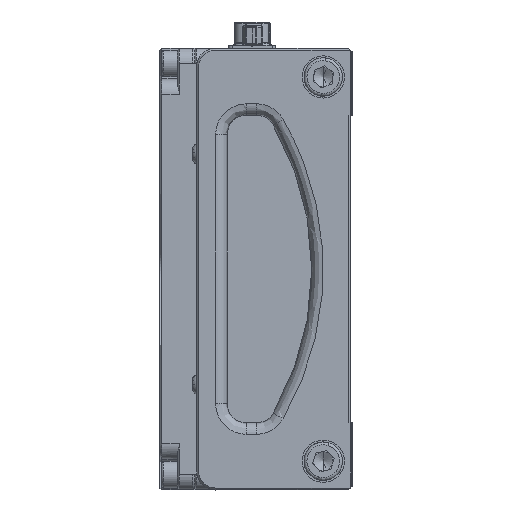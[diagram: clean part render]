
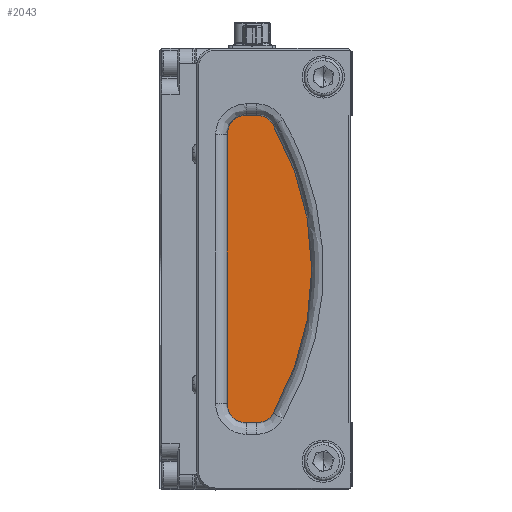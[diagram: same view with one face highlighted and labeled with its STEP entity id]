
A CAD part, left-side view. The second image highlights one B-rep face of the part: STEP entity #2043.
In plain terms, the highlighted planar face has unit normal (-1, 0, 0).
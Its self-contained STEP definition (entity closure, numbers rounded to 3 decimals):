
#1541 = CARTESIAN_POINT ( 'NONE',  ( -196.865, 27.5, -17.5 ) ) ;
#2042 = CARTESIAN_POINT ( 'NONE',  ( -196.865, 27.5, -97.5 ) ) ;
#2043 = ADVANCED_FACE ( 'NONE', ( #25142 ), #19345, .T. ) ;
#2906 = CARTESIAN_POINT ( 'NONE',  ( -196.865, 24.878, -92.5 ) ) ;
#3422 = DIRECTION ( 'NONE',  ( -1., 0., 0. ) ) ;
#5491 = EDGE_CURVE ( 'NONE', #9211, #65083, #51724, .T. ) ;
#5498 = AXIS2_PLACEMENT_3D ( 'NONE', #21927, #10985, #9746 ) ;
#5841 = CARTESIAN_POINT ( 'NONE',  ( -196.865, 24.878, -17.5 ) ) ;
#5857 = ORIENTED_EDGE ( 'NONE', *, *, #5491, .T. ) ;
#6392 = AXIS2_PLACEMENT_3D ( 'NONE', #39579, #59757, #12888 ) ;
#6513 = EDGE_CURVE ( 'NONE', #31028, #9211, #60130, .T. ) ;
#6653 = DIRECTION ( 'NONE',  ( 0., -1., 0. ) ) ;
#7200 = CIRCLE ( 'NONE', #22523, 5. ) ;
#7967 = AXIS2_PLACEMENT_3D ( 'NONE', #50290, #3422, #8909 ) ;
#8452 = EDGE_CURVE ( 'NONE', #65083, #53792, #7200, .T. ) ;
#8621 = EDGE_CURVE ( 'NONE', #10349, #67530, #38482, .T. ) ;
#8909 = DIRECTION ( 'NONE',  ( 0., 0., 1. ) ) ;
#8933 = ORIENTED_EDGE ( 'NONE', *, *, #29270, .T. ) ;
#9211 = VERTEX_POINT ( 'NONE', #36947 ) ;
#9410 = DIRECTION ( 'NONE',  ( 0., 0., 1. ) ) ;
#9746 = DIRECTION ( 'NONE',  ( 0., 0., 1. ) ) ;
#10349 = VERTEX_POINT ( 'NONE', #2042 ) ;
#10985 = DIRECTION ( 'NONE',  ( -1., 0., 0. ) ) ;
#12888 = DIRECTION ( 'NONE',  ( 0., 0., 1. ) ) ;
#13670 = ORIENTED_EDGE ( 'NONE', *, *, #62152, .T. ) ;
#14872 = DIRECTION ( 'NONE',  ( -1., 0., 0. ) ) ;
#16900 = CARTESIAN_POINT ( 'NONE',  ( -196.865, 20.548, -20. ) ) ;
#18901 = DIRECTION ( 'NONE',  ( 0., 0., -1. ) ) ;
#19345 = PLANE ( 'NONE',  #50002 ) ;
#20373 = CARTESIAN_POINT ( 'NONE',  ( -196.865, 27.5, -22.5 ) ) ;
#21043 = DIRECTION ( 'NONE',  ( -1., 0., 0. ) ) ;
#21927 = CARTESIAN_POINT ( 'NONE',  ( -196.865, 24.878, -22.5 ) ) ;
#22388 = CARTESIAN_POINT ( 'NONE',  ( -196.865, 24.878, -97.5 ) ) ;
#22523 = AXIS2_PLACEMENT_3D ( 'NONE', #20373, #21043, #58319 ) ;
#24326 = EDGE_LOOP ( 'NONE', ( #55198, #61119, #13670, #8933, #63207, #5857, #36774, #57637 ) ) ;
#25142 = FACE_OUTER_BOUND ( 'NONE', #24326, .T. ) ;
#25438 = EDGE_CURVE ( 'NONE', #53792, #27792, #66081, .T. ) ;
#27125 = CARTESIAN_POINT ( 'NONE',  ( -196.865, 32.5, -92.5 ) ) ;
#27792 = VERTEX_POINT ( 'NONE', #27125 ) ;
#29270 = EDGE_CURVE ( 'NONE', #38549, #31028, #41788, .T. ) ;
#30860 = CIRCLE ( 'NONE', #53805, 5. ) ;
#31028 = VERTEX_POINT ( 'NONE', #16900 ) ;
#35910 = CIRCLE ( 'NONE', #6392, 5. ) ;
#36774 = ORIENTED_EDGE ( 'NONE', *, *, #8452, .T. ) ;
#36947 = CARTESIAN_POINT ( 'NONE',  ( -196.865, 24.878, -17.5 ) ) ;
#37504 = CARTESIAN_POINT ( 'NONE',  ( -196.865, 32.5, -22.5 ) ) ;
#38482 = LINE ( 'NONE', #59669, #55309 ) ;
#38549 = VERTEX_POINT ( 'NONE', #58751 ) ;
#38551 = DIRECTION ( 'NONE',  ( 0., 0., 1. ) ) ;
#39579 = CARTESIAN_POINT ( 'NONE',  ( -196.865, 24.878, -92.5 ) ) ;
#41788 = CIRCLE ( 'NONE', #7967, 75. ) ;
#46915 = DIRECTION ( 'NONE',  ( 0., 1., 0. ) ) ;
#50002 = AXIS2_PLACEMENT_3D ( 'NONE', #2906, #14872, #9410 ) ;
#50290 = CARTESIAN_POINT ( 'NONE',  ( -196.865, 85.5, -57.5 ) ) ;
#50550 = EDGE_CURVE ( 'NONE', #27792, #10349, #30860, .T. ) ;
#51724 = LINE ( 'NONE', #5841, #65432 ) ;
#53375 = VECTOR ( 'NONE', #18901, 1000. ) ;
#53792 = VERTEX_POINT ( 'NONE', #37504 ) ;
#53805 = AXIS2_PLACEMENT_3D ( 'NONE', #65191, #58719, #38551 ) ;
#55198 = ORIENTED_EDGE ( 'NONE', *, *, #50550, .T. ) ;
#55309 = VECTOR ( 'NONE', #6653, 1000. ) ;
#57637 = ORIENTED_EDGE ( 'NONE', *, *, #25438, .T. ) ;
#58319 = DIRECTION ( 'NONE',  ( 0., 0., 1. ) ) ;
#58719 = DIRECTION ( 'NONE',  ( -1., 0., 0. ) ) ;
#58751 = CARTESIAN_POINT ( 'NONE',  ( -196.865, 20.548, -95. ) ) ;
#59669 = CARTESIAN_POINT ( 'NONE',  ( -196.865, 24.878, -97.5 ) ) ;
#59757 = DIRECTION ( 'NONE',  ( -1., 0., 0. ) ) ;
#60130 = CIRCLE ( 'NONE', #5498, 5. ) ;
#61119 = ORIENTED_EDGE ( 'NONE', *, *, #8621, .T. ) ;
#62152 = EDGE_CURVE ( 'NONE', #67530, #38549, #35910, .T. ) ;
#63207 = ORIENTED_EDGE ( 'NONE', *, *, #6513, .T. ) ;
#65083 = VERTEX_POINT ( 'NONE', #1541 ) ;
#65191 = CARTESIAN_POINT ( 'NONE',  ( -196.865, 27.5, -92.5 ) ) ;
#65432 = VECTOR ( 'NONE', #46915, 1000. ) ;
#65750 = CARTESIAN_POINT ( 'NONE',  ( -196.865, 32.5, -92.5 ) ) ;
#66081 = LINE ( 'NONE', #65750, #53375 ) ;
#67530 = VERTEX_POINT ( 'NONE', #22388 ) ;
